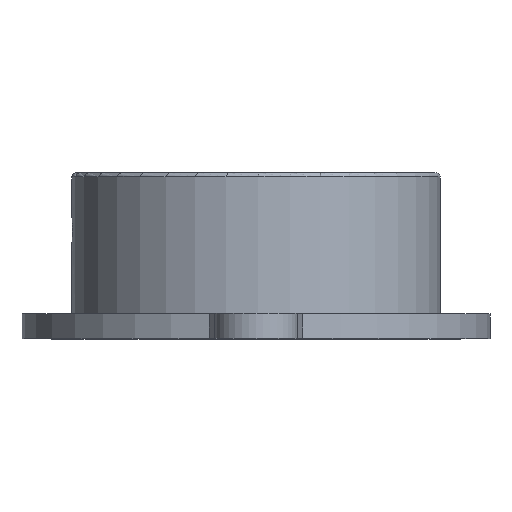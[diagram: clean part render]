
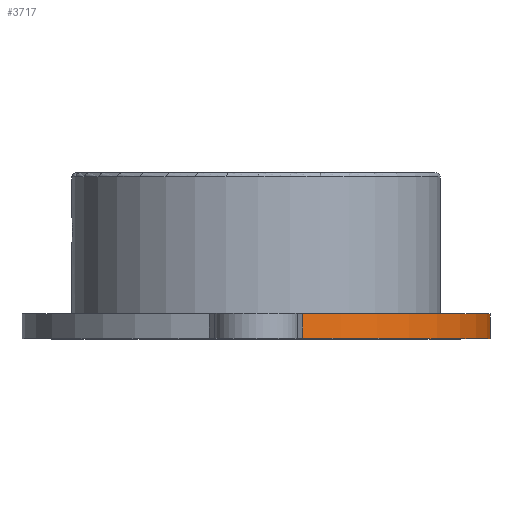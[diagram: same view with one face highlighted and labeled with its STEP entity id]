
A CAD part, top view. The second image highlights one B-rep face of the part: STEP entity #3717.
In plain terms, the highlighted cylindrical face has radius 28.2 mm (diameter 56.4 mm), a partial arc.
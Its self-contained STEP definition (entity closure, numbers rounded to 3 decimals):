
#72 = PLANE('',#73);
#73 = AXIS2_PLACEMENT_3D('',#74,#75,#76);
#74 = CARTESIAN_POINT('',(0.513,0.,
    -0.027));
#75 = DIRECTION('',(0.,-1.,0.));
#76 = DIRECTION('',(0.,0.,-1.));
#184 = PLANE('',#185);
#185 = AXIS2_PLACEMENT_3D('',#186,#187,#188);
#186 = CARTESIAN_POINT('',(0.513,3.,-0.027));
#187 = DIRECTION('',(0.,1.,0.));
#188 = DIRECTION('',(0.,0.,1.));
#380 = EDGE_CURVE('',#381,#383,#385,.T.);
#381 = VERTEX_POINT('',#382);
#382 = CARTESIAN_POINT('',(28.2,0.,0.));
#383 = VERTEX_POINT('',#384);
#384 = CARTESIAN_POINT('',(5.628,0.,
    27.633));
#385 = SURFACE_CURVE('',#386,(#391,#398),.PCURVE_S1.);
#386 = CIRCLE('',#387,28.2);
#387 = AXIS2_PLACEMENT_3D('',#388,#389,#390);
#388 = CARTESIAN_POINT('',(0.,0.,0.));
#389 = DIRECTION('',(0.,-1.,0.));
#390 = DIRECTION('',(1.,0.,0.));
#391 = PCURVE('',#72,#392);
#392 = DEFINITIONAL_REPRESENTATION('',(#393),#397);
#393 = CIRCLE('',#394,28.2);
#394 = AXIS2_PLACEMENT_2D('',#395,#396);
#395 = CARTESIAN_POINT('',(-0.027,-0.513));
#396 = DIRECTION('',(0.,1.));
#397 = ( GEOMETRIC_REPRESENTATION_CONTEXT(2) 
PARAMETRIC_REPRESENTATION_CONTEXT() REPRESENTATION_CONTEXT('2D SPACE',''
  ) );
#398 = PCURVE('',#399,#404);
#399 = CYLINDRICAL_SURFACE('',#400,28.2);
#400 = AXIS2_PLACEMENT_3D('',#401,#402,#403);
#401 = CARTESIAN_POINT('',(0.,0.,0.));
#402 = DIRECTION('',(0.,1.,0.));
#403 = DIRECTION('',(1.,0.,0.));
#404 = DEFINITIONAL_REPRESENTATION('',(#405),#409);
#405 = LINE('',#406,#407);
#406 = CARTESIAN_POINT('',(-0.,0.));
#407 = VECTOR('',#408,1.);
#408 = DIRECTION('',(-1.,0.));
#409 = ( GEOMETRIC_REPRESENTATION_CONTEXT(2) 
PARAMETRIC_REPRESENTATION_CONTEXT() REPRESENTATION_CONTEXT('2D SPACE',''
  ) );
#427 = PLANE('',#428);
#428 = AXIS2_PLACEMENT_3D('',#429,#430,#431);
#429 = CARTESIAN_POINT('',(5.,0.,30.307));
#430 = DIRECTION('',(-0.974,0.,-0.228
    ));
#431 = DIRECTION('',(0.228,0.,-0.974)
  );
#695 = VERTEX_POINT('',#696);
#696 = CARTESIAN_POINT('',(5.645,0.,
    -27.629));
#710 = PLANE('',#711);
#711 = AXIS2_PLACEMENT_3D('',#712,#713,#714);
#712 = CARTESIAN_POINT('',(5.938,0.,
    -26.381));
#713 = DIRECTION('',(-0.974,0.,0.228)
  );
#714 = DIRECTION('',(-0.228,0.,-0.974
    ));
#722 = EDGE_CURVE('',#695,#381,#723,.T.);
#723 = SURFACE_CURVE('',#724,(#729,#736),.PCURVE_S1.);
#724 = CIRCLE('',#725,28.2);
#725 = AXIS2_PLACEMENT_3D('',#726,#727,#728);
#726 = CARTESIAN_POINT('',(0.,0.,0.));
#727 = DIRECTION('',(0.,-1.,0.));
#728 = DIRECTION('',(1.,0.,0.));
#729 = PCURVE('',#72,#730);
#730 = DEFINITIONAL_REPRESENTATION('',(#731),#735);
#731 = CIRCLE('',#732,28.2);
#732 = AXIS2_PLACEMENT_2D('',#733,#734);
#733 = CARTESIAN_POINT('',(-0.027,-0.513));
#734 = DIRECTION('',(0.,1.));
#735 = ( GEOMETRIC_REPRESENTATION_CONTEXT(2) 
PARAMETRIC_REPRESENTATION_CONTEXT() REPRESENTATION_CONTEXT('2D SPACE',''
  ) );
#736 = PCURVE('',#399,#737);
#737 = DEFINITIONAL_REPRESENTATION('',(#738),#742);
#738 = LINE('',#739,#740);
#739 = CARTESIAN_POINT('',(6.283,-0.));
#740 = VECTOR('',#741,1.);
#741 = DIRECTION('',(-1.,0.));
#742 = ( GEOMETRIC_REPRESENTATION_CONTEXT(2) 
PARAMETRIC_REPRESENTATION_CONTEXT() REPRESENTATION_CONTEXT('2D SPACE',''
  ) );
#1157 = EDGE_CURVE('',#1158,#1160,#1162,.T.);
#1158 = VERTEX_POINT('',#1159);
#1159 = CARTESIAN_POINT('',(5.645,3.,-27.629));
#1160 = VERTEX_POINT('',#1161);
#1161 = CARTESIAN_POINT('',(28.2,3.,0.));
#1162 = SURFACE_CURVE('',#1163,(#1168,#1179),.PCURVE_S1.);
#1163 = CIRCLE('',#1164,28.2);
#1164 = AXIS2_PLACEMENT_3D('',#1165,#1166,#1167);
#1165 = CARTESIAN_POINT('',(0.,3.,0.));
#1166 = DIRECTION('',(0.,-1.,0.));
#1167 = DIRECTION('',(1.,0.,0.));
#1168 = PCURVE('',#184,#1169);
#1169 = DEFINITIONAL_REPRESENTATION('',(#1170),#1178);
#1170 = ( BOUNDED_CURVE() B_SPLINE_CURVE(2,(#1171,#1172,#1173,#1174,
#1175,#1176,#1177),.UNSPECIFIED.,.T.,.F.) B_SPLINE_CURVE_WITH_KNOTS((1,2
    ,2,2,2,1),(-2.094,0.,2.094,4.189,
6.283,8.378),.UNSPECIFIED.) CURVE() 
GEOMETRIC_REPRESENTATION_ITEM() RATIONAL_B_SPLINE_CURVE((1.,0.5,1.,0.5,
1.,0.5,1.)) REPRESENTATION_ITEM('') );
#1171 = CARTESIAN_POINT('',(0.027,27.687));
#1172 = CARTESIAN_POINT('',(48.871,27.687));
#1173 = CARTESIAN_POINT('',(24.449,-14.613));
#1174 = CARTESIAN_POINT('',(0.027,-56.913));
#1175 = CARTESIAN_POINT('',(-24.395,-14.613));
#1176 = CARTESIAN_POINT('',(-48.817,27.687));
#1177 = CARTESIAN_POINT('',(0.027,27.687));
#1178 = ( GEOMETRIC_REPRESENTATION_CONTEXT(2) 
PARAMETRIC_REPRESENTATION_CONTEXT() REPRESENTATION_CONTEXT('2D SPACE',''
  ) );
#1179 = PCURVE('',#399,#1180);
#1180 = DEFINITIONAL_REPRESENTATION('',(#1181),#1185);
#1181 = LINE('',#1182,#1183);
#1182 = CARTESIAN_POINT('',(6.283,3.));
#1183 = VECTOR('',#1184,1.);
#1184 = DIRECTION('',(-1.,0.));
#1185 = ( GEOMETRIC_REPRESENTATION_CONTEXT(2) 
PARAMETRIC_REPRESENTATION_CONTEXT() REPRESENTATION_CONTEXT('2D SPACE',''
  ) );
#1433 = VERTEX_POINT('',#1434);
#1434 = CARTESIAN_POINT('',(5.628,3.,27.633));
#1455 = EDGE_CURVE('',#1160,#1433,#1456,.T.);
#1456 = SURFACE_CURVE('',#1457,(#1462,#1473),.PCURVE_S1.);
#1457 = CIRCLE('',#1458,28.2);
#1458 = AXIS2_PLACEMENT_3D('',#1459,#1460,#1461);
#1459 = CARTESIAN_POINT('',(0.,3.,0.));
#1460 = DIRECTION('',(0.,-1.,0.));
#1461 = DIRECTION('',(1.,0.,0.));
#1462 = PCURVE('',#184,#1463);
#1463 = DEFINITIONAL_REPRESENTATION('',(#1464),#1472);
#1464 = ( BOUNDED_CURVE() B_SPLINE_CURVE(2,(#1465,#1466,#1467,#1468,
#1469,#1470,#1471),.UNSPECIFIED.,.T.,.F.) B_SPLINE_CURVE_WITH_KNOTS((1,2
    ,2,2,2,1),(-2.094,0.,2.094,4.189,
6.283,8.378),.UNSPECIFIED.) CURVE() 
GEOMETRIC_REPRESENTATION_ITEM() RATIONAL_B_SPLINE_CURVE((1.,0.5,1.,0.5,
1.,0.5,1.)) REPRESENTATION_ITEM('') );
#1465 = CARTESIAN_POINT('',(0.027,27.687));
#1466 = CARTESIAN_POINT('',(48.871,27.687));
#1467 = CARTESIAN_POINT('',(24.449,-14.613));
#1468 = CARTESIAN_POINT('',(0.027,-56.913));
#1469 = CARTESIAN_POINT('',(-24.395,-14.613));
#1470 = CARTESIAN_POINT('',(-48.817,27.687));
#1471 = CARTESIAN_POINT('',(0.027,27.687));
#1472 = ( GEOMETRIC_REPRESENTATION_CONTEXT(2) 
PARAMETRIC_REPRESENTATION_CONTEXT() REPRESENTATION_CONTEXT('2D SPACE',''
  ) );
#1473 = PCURVE('',#399,#1474);
#1474 = DEFINITIONAL_REPRESENTATION('',(#1475),#1479);
#1475 = LINE('',#1476,#1477);
#1476 = CARTESIAN_POINT('',(-0.,3.));
#1477 = VECTOR('',#1478,1.);
#1478 = DIRECTION('',(-1.,0.));
#1479 = ( GEOMETRIC_REPRESENTATION_CONTEXT(2) 
PARAMETRIC_REPRESENTATION_CONTEXT() REPRESENTATION_CONTEXT('2D SPACE',''
  ) );
#3717 = ADVANCED_FACE('',(#3718),#399,.T.);
#3718 = FACE_BOUND('',#3719,.F.);
#3719 = EDGE_LOOP('',(#3720,#3741,#3742,#3743,#3764,#3765));
#3720 = ORIENTED_EDGE('',*,*,#3721,.F.);
#3721 = EDGE_CURVE('',#695,#1158,#3722,.T.);
#3722 = SURFACE_CURVE('',#3723,(#3727,#3734),.PCURVE_S1.);
#3723 = LINE('',#3724,#3725);
#3724 = CARTESIAN_POINT('',(5.645,0.,
    -27.629));
#3725 = VECTOR('',#3726,1.);
#3726 = DIRECTION('',(0.,1.,0.));
#3727 = PCURVE('',#399,#3728);
#3728 = DEFINITIONAL_REPRESENTATION('',(#3729),#3733);
#3729 = LINE('',#3730,#3731);
#3730 = CARTESIAN_POINT('',(1.369,0.));
#3731 = VECTOR('',#3732,1.);
#3732 = DIRECTION('',(-0.,1.));
#3733 = ( GEOMETRIC_REPRESENTATION_CONTEXT(2) 
PARAMETRIC_REPRESENTATION_CONTEXT() REPRESENTATION_CONTEXT('2D SPACE',''
  ) );
#3734 = PCURVE('',#710,#3735);
#3735 = DEFINITIONAL_REPRESENTATION('',(#3736),#3740);
#3736 = LINE('',#3737,#3738);
#3737 = CARTESIAN_POINT('',(1.282,0.));
#3738 = VECTOR('',#3739,1.);
#3739 = DIRECTION('',(0.,-1.));
#3740 = ( GEOMETRIC_REPRESENTATION_CONTEXT(2) 
PARAMETRIC_REPRESENTATION_CONTEXT() REPRESENTATION_CONTEXT('2D SPACE',''
  ) );
#3741 = ORIENTED_EDGE('',*,*,#722,.T.);
#3742 = ORIENTED_EDGE('',*,*,#380,.T.);
#3743 = ORIENTED_EDGE('',*,*,#3744,.T.);
#3744 = EDGE_CURVE('',#383,#1433,#3745,.T.);
#3745 = SURFACE_CURVE('',#3746,(#3750,#3757),.PCURVE_S1.);
#3746 = LINE('',#3747,#3748);
#3747 = CARTESIAN_POINT('',(5.628,0.,
    27.633));
#3748 = VECTOR('',#3749,1.);
#3749 = DIRECTION('',(0.,1.,0.));
#3750 = PCURVE('',#399,#3751);
#3751 = DEFINITIONAL_REPRESENTATION('',(#3752),#3756);
#3752 = LINE('',#3753,#3754);
#3753 = CARTESIAN_POINT('',(-1.37,0.));
#3754 = VECTOR('',#3755,1.);
#3755 = DIRECTION('',(-0.,1.));
#3756 = ( GEOMETRIC_REPRESENTATION_CONTEXT(2) 
PARAMETRIC_REPRESENTATION_CONTEXT() REPRESENTATION_CONTEXT('2D SPACE',''
  ) );
#3757 = PCURVE('',#427,#3758);
#3758 = DEFINITIONAL_REPRESENTATION('',(#3759),#3763);
#3759 = LINE('',#3760,#3761);
#3760 = CARTESIAN_POINT('',(2.747,0.));
#3761 = VECTOR('',#3762,1.);
#3762 = DIRECTION('',(0.,-1.));
#3763 = ( GEOMETRIC_REPRESENTATION_CONTEXT(2) 
PARAMETRIC_REPRESENTATION_CONTEXT() REPRESENTATION_CONTEXT('2D SPACE',''
  ) );
#3764 = ORIENTED_EDGE('',*,*,#1455,.F.);
#3765 = ORIENTED_EDGE('',*,*,#1157,.F.);
